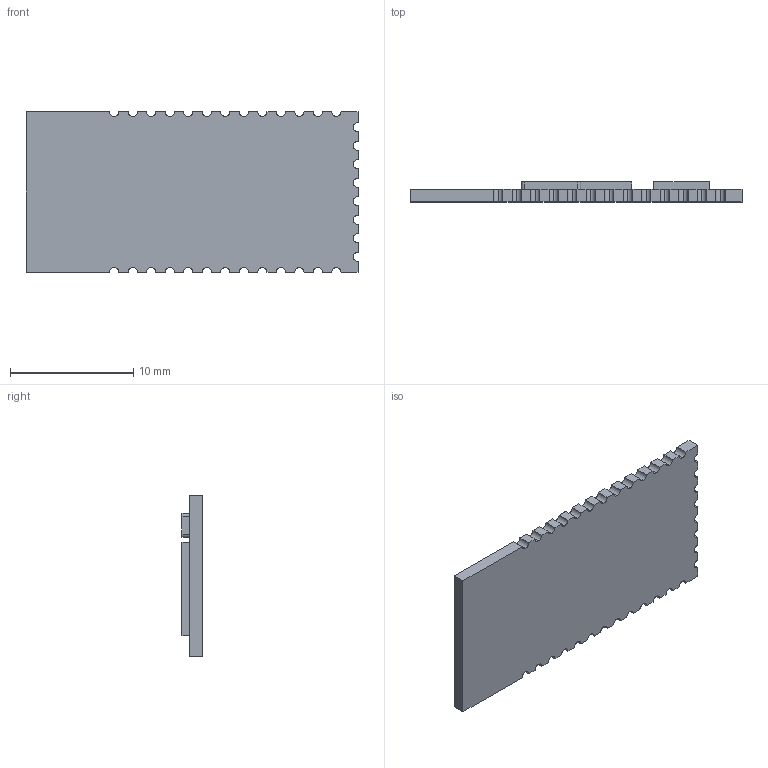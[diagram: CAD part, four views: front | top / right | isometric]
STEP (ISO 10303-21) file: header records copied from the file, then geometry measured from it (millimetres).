
FILE_DESCRIPTION(('STEP AP214'),'1');
FILE_NAME('HC-06.stp','2023-06-26T01:38:09',('3D-Tool'),(' '),'Spatial InterOp 3D',' ',' ');
FILE_SCHEMA(('AUTOMOTIVE_DESIGN { 1 0 10303 214 1 1 1 1 }'));
Length unit declared in the file: millimetre
Products named in the file (1): 1
Bounding box: 26.9 x 1.63 x 13 mm (x, y, z)
Volume: 412.3 mm3; surface area: 825.1 mm2
Topology: 1 solids, 1 shells, 354 faces, 1044 edges, 696 vertices
Faces by surface type: plane 196, cylinder 158
Entity records: 14712 total; most frequent: CARTESIAN_POINT 2095, ORIENTED_EDGE 2088, DIRECTION 2070, EDGE_CURVE 1044, LINE 728, VECTOR 728, VERTEX_POINT 696, AXIS2_PLACEMENT_3D 671
